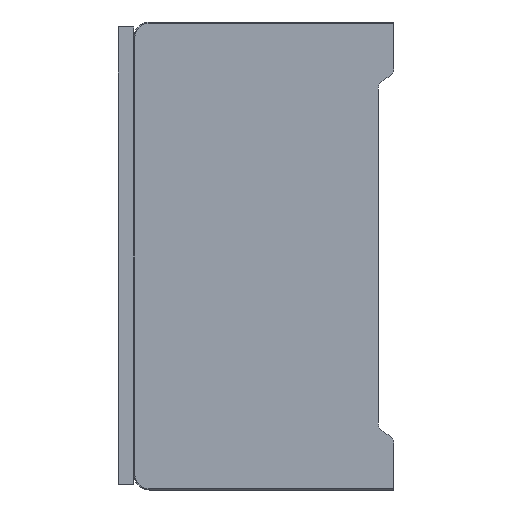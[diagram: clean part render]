
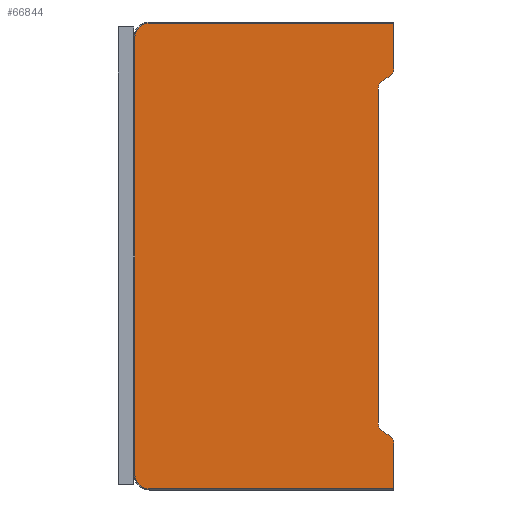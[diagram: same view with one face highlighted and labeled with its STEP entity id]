
A CAD part, left-side view. The second image highlights one B-rep face of the part: STEP entity #66844.
In plain terms, the highlighted planar face has unit normal (-1, 0, 0).
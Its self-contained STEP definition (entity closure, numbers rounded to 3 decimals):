
#7549=DIRECTION('',(0.,0.,-1.));
#7550=VECTOR('',#7549,84.);
#7551=CARTESIAN_POINT('',(0.,49.8,
-3.));
#7552=LINE('',#7551,#7550);
#7568=DIRECTION('',(0.,1.,0.));
#7569=VECTOR('',#7568,47.);
#7570=CARTESIAN_POINT('',(0.,0.,-0.2));
#7571=LINE('',#7570,#7569);
#7589=DIRECTION('',(0.,0.,1.));
#7590=VECTOR('',#7589,8.8);
#7591=CARTESIAN_POINT('',(0.,0.,-9.));
#7592=LINE('',#7591,#7590);
#8926=DIRECTION('',(0.,0.,1.));
#8927=VECTOR('',#8926,8.8);
#8928=CARTESIAN_POINT('',(0.,0.,-89.8));
#8929=LINE('',#8928,#8927);
#8966=DIRECTION('',(0.,0.,1.));
#8967=VECTOR('',#8966,64.226);
#8968=CARTESIAN_POINT('',(0.,3.,-77.113));
#8969=LINE('',#8968,#8967);
#9134=DIRECTION('',(0.,-0.866,-0.5));
#9135=VECTOR('',#9134,1.309);
#9136=CARTESIAN_POINT('',(0.,2.,
-78.845));
#9137=LINE('',#9136,#9135);
#9138=CARTESIAN_POINT('',(0.,1.732,-81.));
#9139=DIRECTION('',(1.,0.,0.));
#9140=DIRECTION('',(0.,-0.5,0.866));
#9141=AXIS2_PLACEMENT_3D('',#9138,#9139,#9140);
#9143=CARTESIAN_POINT('',(0.,47.,-87.));
#9144=DIRECTION('',(1.,0.,0.));
#9145=DIRECTION('',(0.,0.,-1.));
#9146=AXIS2_PLACEMENT_3D('',#9143,#9144,#9145);
#9148=CARTESIAN_POINT('',(0.,47.,-3.));
#9149=DIRECTION('',(1.,0.,0.));
#9150=DIRECTION('',(0.,1.,0.));
#9151=AXIS2_PLACEMENT_3D('',#9148,#9149,#9150);
#9153=CARTESIAN_POINT('',(0.,1.732,-9.));
#9154=DIRECTION('',(1.,0.,0.));
#9155=DIRECTION('',(0.,-1.,0.));
#9156=AXIS2_PLACEMENT_3D('',#9153,#9154,#9155);
#9158=DIRECTION('',(0.,0.866,-0.5));
#9159=VECTOR('',#9158,1.309);
#9160=CARTESIAN_POINT('',(0.,0.866,-10.5));
#9161=LINE('',#9160,#9159);
#9162=CARTESIAN_POINT('',(0.,1.,-12.887));
#9163=DIRECTION('',(-1.,0.,0.));
#9164=DIRECTION('',(0.,0.5,0.866));
#9165=AXIS2_PLACEMENT_3D('',#9162,#9163,#9164);
#9167=CARTESIAN_POINT('',(0.,1.,-77.113));
#9168=DIRECTION('',(-1.,0.,0.));
#9169=DIRECTION('',(0.,1.,0.));
#9170=AXIS2_PLACEMENT_3D('',#9167,#9168,#9169);
#9176=DIRECTION('',(0.,-1.,0.));
#9177=VECTOR('',#9176,47.);
#9178=CARTESIAN_POINT('',(0.,47.,
-89.8));
#9179=LINE('',#9178,#9177);
#47743=CARTESIAN_POINT('',(0.,0.,-81.));
#47745=VERTEX_POINT('',#47743);
#47750=CARTESIAN_POINT('',(0.,0.,-89.8));
#47751=VERTEX_POINT('',#47750);
#47752=CARTESIAN_POINT('',(0.,0.866,-79.5));
#47754=VERTEX_POINT('',#47752);
#47759=CARTESIAN_POINT('',(0.,2.,
-78.845));
#47761=VERTEX_POINT('',#47759);
#47764=CARTESIAN_POINT('',(0.,3.,-77.113));
#47766=VERTEX_POINT('',#47764);
#47771=CARTESIAN_POINT('',(0.,3.,-12.887));
#47773=VERTEX_POINT('',#47771);
#47792=CARTESIAN_POINT('',(0.,2.,
-11.155));
#47794=VERTEX_POINT('',#47792);
#47799=CARTESIAN_POINT('',(0.,0.866,-10.5));
#47801=VERTEX_POINT('',#47799);
#47804=CARTESIAN_POINT('',(0.,0.,-9.));
#47806=VERTEX_POINT('',#47804);
#47816=CARTESIAN_POINT('',(0.,0.,-0.2));
#47817=VERTEX_POINT('',#47816);
#56830=CARTESIAN_POINT('',(0.,47.,-0.2));
#56831=VERTEX_POINT('',#56830);
#56832=CARTESIAN_POINT('',(0.,49.8,
-3.));
#56833=VERTEX_POINT('',#56832);
#56834=CARTESIAN_POINT('',(0.,47.,
-89.8));
#56835=VERTEX_POINT('',#56834);
#56836=CARTESIAN_POINT('',(0.,49.8,
-87.));
#56837=VERTEX_POINT('',#56836);
#66822=CARTESIAN_POINT('',(0.,24.9,-45.));
#66823=DIRECTION('',(1.,0.,0.));
#66824=DIRECTION('',(0.,0.,1.));
#66825=AXIS2_PLACEMENT_3D('',#66822,#66823,#66824);
#66826=PLANE('',#66825);
#66827=ORIENTED_EDGE('',*,*,#66614,.T.);
#66828=ORIENTED_EDGE('',*,*,#66596,.T.);
#66829=ORIENTED_EDGE('',*,*,#66578,.F.);
#66831=ORIENTED_EDGE('',*,*,#66830,.F.);
#66832=ORIENTED_EDGE('',*,*,#65194,.T.);
#66833=ORIENTED_EDGE('',*,*,#65209,.F.);
#66834=ORIENTED_EDGE('',*,*,#65223,.T.);
#66835=ORIENTED_EDGE('',*,*,#65236,.F.);
#66836=ORIENTED_EDGE('',*,*,#65259,.F.);
#66837=ORIENTED_EDGE('',*,*,#66726,.T.);
#66838=ORIENTED_EDGE('',*,*,#66710,.T.);
#66839=ORIENTED_EDGE('',*,*,#66692,.T.);
#66840=ORIENTED_EDGE('',*,*,#66650,.F.);
#66841=ORIENTED_EDGE('',*,*,#66632,.T.);
#66842=EDGE_LOOP('',(#66827,#66828,#66829,#66831,#66832,#66833,#66834,#66835,
#66836,#66837,#66838,#66839,#66840,#66841));
#66843=FACE_OUTER_BOUND('',#66842,.F.);
#9142=CIRCLE('',#9141,1.732);
#9147=CIRCLE('',#9146,2.8);
#9152=CIRCLE('',#9151,2.8);
#9157=CIRCLE('',#9156,1.732);
#9166=CIRCLE('',#9165,2.);
#9171=CIRCLE('',#9170,2.);
#65194=EDGE_CURVE('',#56835,#56837,#9147,.T.);
#65209=EDGE_CURVE('',#56833,#56837,#7552,.T.);
#65223=EDGE_CURVE('',#56833,#56831,#9152,.T.);
#65236=EDGE_CURVE('',#47817,#56831,#7571,.T.);
#65259=EDGE_CURVE('',#47806,#47817,#7592,.T.);
#66578=EDGE_CURVE('',#47751,#47745,#8929,.T.);
#66596=EDGE_CURVE('',#47754,#47745,#9142,.T.);
#66614=EDGE_CURVE('',#47761,#47754,#9137,.T.);
#66632=EDGE_CURVE('',#47766,#47761,#9171,.T.);
#66650=EDGE_CURVE('',#47766,#47773,#8969,.T.);
#66692=EDGE_CURVE('',#47794,#47773,#9166,.T.);
#66710=EDGE_CURVE('',#47801,#47794,#9161,.T.);
#66726=EDGE_CURVE('',#47806,#47801,#9157,.T.);
#66830=EDGE_CURVE('',#56835,#47751,#9179,.T.);
#66844=ADVANCED_FACE('',(#66843),#66826,.F.);
